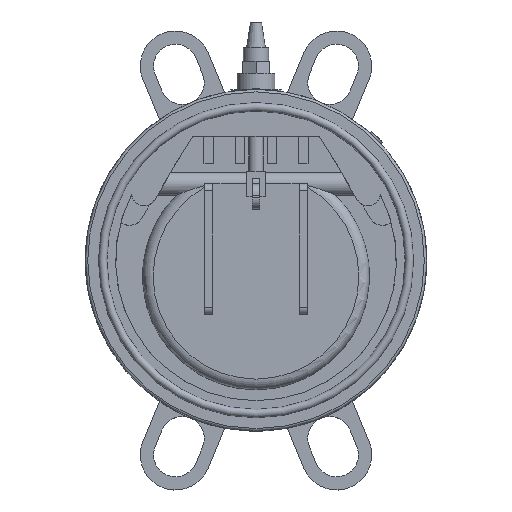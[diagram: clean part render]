
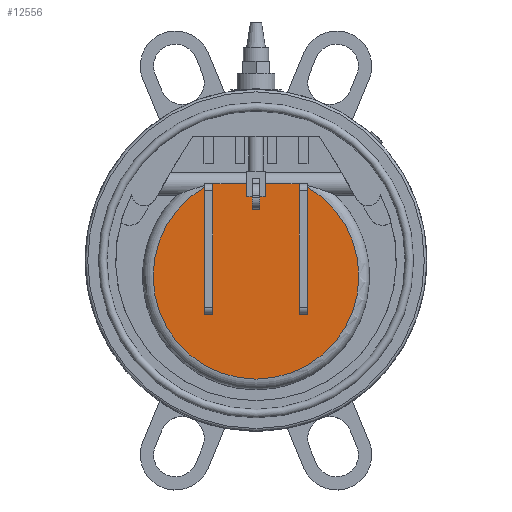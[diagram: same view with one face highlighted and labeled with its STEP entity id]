
A CAD part, top view. The second image highlights one B-rep face of the part: STEP entity #12556.
In plain terms, the highlighted planar face has unit normal (0, 0, 1).
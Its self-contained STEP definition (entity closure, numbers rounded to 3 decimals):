
#443=PLANE('',#13634);
#532=LINE('',#17741,#1546);
#534=LINE('',#17745,#1548);
#1429=LINE('',#24768,#2443);
#1432=LINE('',#24773,#2446);
#1434=LINE('',#24777,#2448);
#1443=LINE('',#24803,#2457);
#1446=LINE('',#24814,#2460);
#1451=LINE('',#24823,#2465);
#1452=LINE('',#24826,#2466);
#1453=LINE('',#24827,#2467);
#1454=LINE('',#24828,#2468);
#1546=VECTOR('',#13778,1.);
#1548=VECTOR('',#13780,1.);
#2443=VECTOR('',#16645,1.);
#2446=VECTOR('',#16650,1.);
#2448=VECTOR('',#16654,1.);
#2457=VECTOR('',#16679,1.);
#2460=VECTOR('',#16692,1.);
#2465=VECTOR('',#16701,1.);
#2466=VECTOR('',#16706,1.);
#2467=VECTOR('',#16707,1.);
#2468=VECTOR('',#16708,1.);
#3915=FACE_OUTER_BOUND('',#4685,.T.);
#4685=EDGE_LOOP('',(#11738,#11739,#11740,#11741,#11742,#11743,#11744,#11745,
#11746,#11747,#11748,#11749));
#4725=CIRCLE('',#12638,46.726);
#5174=VERTEX_POINT('',#17738);
#5175=VERTEX_POINT('',#17740);
#5176=VERTEX_POINT('',#17742);
#5177=VERTEX_POINT('',#17744);
#5185=VERTEX_POINT('',#17862);
#5186=VERTEX_POINT('',#17867);
#6280=VERTEX_POINT('',#24767);
#6281=VERTEX_POINT('',#24772);
#6282=VERTEX_POINT('',#24776);
#6291=VERTEX_POINT('',#24802);
#6293=VERTEX_POINT('',#24812);
#6294=VERTEX_POINT('',#24813);
#6435=EDGE_CURVE('',#5175,#5174,#532,.T.);
#6437=EDGE_CURVE('',#5177,#5176,#534,.T.);
#6449=EDGE_CURVE('',#5186,#5185,#4725,.T.);
#8091=EDGE_CURVE('',#6280,#5177,#1429,.T.);
#8094=EDGE_CURVE('',#6281,#6280,#1432,.T.);
#8096=EDGE_CURVE('',#5174,#6282,#1434,.T.);
#8109=EDGE_CURVE('',#6282,#6291,#1443,.T.);
#8114=EDGE_CURVE('',#6293,#6294,#1446,.T.);
#8119=EDGE_CURVE('',#5185,#6281,#1451,.T.);
#8120=EDGE_CURVE('',#6294,#5175,#1452,.T.);
#8121=EDGE_CURVE('',#6291,#5186,#1453,.T.);
#8122=EDGE_CURVE('',#5176,#6293,#1454,.T.);
#11738=ORIENTED_EDGE('',*,*,#8120,.T.);
#11739=ORIENTED_EDGE('',*,*,#6435,.T.);
#11740=ORIENTED_EDGE('',*,*,#8096,.T.);
#11741=ORIENTED_EDGE('',*,*,#8109,.T.);
#11742=ORIENTED_EDGE('',*,*,#8121,.T.);
#11743=ORIENTED_EDGE('',*,*,#6449,.T.);
#11744=ORIENTED_EDGE('',*,*,#8119,.T.);
#11745=ORIENTED_EDGE('',*,*,#8094,.T.);
#11746=ORIENTED_EDGE('',*,*,#8091,.T.);
#11747=ORIENTED_EDGE('',*,*,#6437,.T.);
#11748=ORIENTED_EDGE('',*,*,#8122,.T.);
#11749=ORIENTED_EDGE('',*,*,#8114,.T.);
#12556=ADVANCED_FACE('',(#3915),#443,.T.);
#12638=AXIS2_PLACEMENT_3D('',#17868,#13797,#13798);
#13634=AXIS2_PLACEMENT_3D('',#24825,#16704,#16705);
#13778=DIRECTION('',(-1.,0.,0.));
#13780=DIRECTION('',(-1.,0.,0.));
#13797=DIRECTION('center_axis',(0.,0.,1.));
#13798=DIRECTION('ref_axis',(1.,0.,0.));
#16645=DIRECTION('',(0.,1.,0.));
#16650=DIRECTION('',(-1.,0.,0.));
#16654=DIRECTION('',(0.,-1.,0.));
#16679=DIRECTION('',(-1.,0.,0.));
#16692=DIRECTION('',(-1.,0.,0.));
#16701=DIRECTION('',(0.,-1.,0.));
#16704=DIRECTION('center_axis',(0.,0.,1.));
#16705=DIRECTION('ref_axis',(1.,0.,0.));
#16706=DIRECTION('',(0.,1.,0.));
#16707=DIRECTION('',(0.,1.,0.));
#16708=DIRECTION('',(0.,-1.,0.));
#17738=CARTESIAN_POINT('',(-19.56,34.736,-20.308));
#17740=CARTESIAN_POINT('',(-1.67,34.736,-20.308));
#17741=CARTESIAN_POINT('',(0.,34.736,-20.308));
#17742=CARTESIAN_POINT('',(1.67,34.736,-20.308));
#17744=CARTESIAN_POINT('',(19.56,34.736,-20.308));
#17745=CARTESIAN_POINT('',(0.,34.736,-20.308));
#17862=CARTESIAN_POINT('',(23.376,33.302,-20.308));
#17867=CARTESIAN_POINT('',(-23.376,33.302,-20.308));
#17868=CARTESIAN_POINT('Origin',(0.,-7.156,-20.308));
#24767=CARTESIAN_POINT('',(19.56,-24.424,-20.308));
#24768=CARTESIAN_POINT('',(19.56,-1.,-20.308));
#24772=CARTESIAN_POINT('',(23.376,-24.424,-20.308));
#24773=CARTESIAN_POINT('',(9.78,-24.424,-20.308));
#24776=CARTESIAN_POINT('',(-19.56,-24.424,-20.308));
#24777=CARTESIAN_POINT('',(-19.56,-1.,-20.308));
#24802=CARTESIAN_POINT('',(-23.376,-24.424,-20.308));
#24803=CARTESIAN_POINT('',(-11.688,-24.424,-20.308));
#24812=CARTESIAN_POINT('',(1.67,23.307,-20.308));
#24813=CARTESIAN_POINT('',(-1.67,23.307,-20.308));
#24814=CARTESIAN_POINT('',(-0.835,23.307,-20.308));
#24823=CARTESIAN_POINT('',(23.376,-1.,-20.308));
#24825=CARTESIAN_POINT('Origin',(0.,-7.156,-20.308));
#24826=CARTESIAN_POINT('',(-1.67,10.933,-20.308));
#24827=CARTESIAN_POINT('',(-23.376,-1.,-20.308));
#24828=CARTESIAN_POINT('',(1.67,10.933,-20.308));
